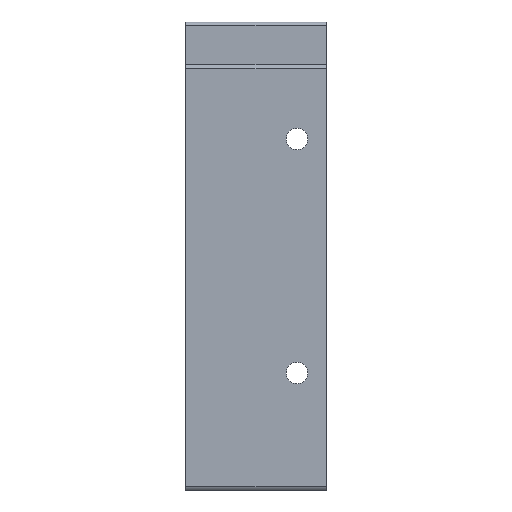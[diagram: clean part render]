
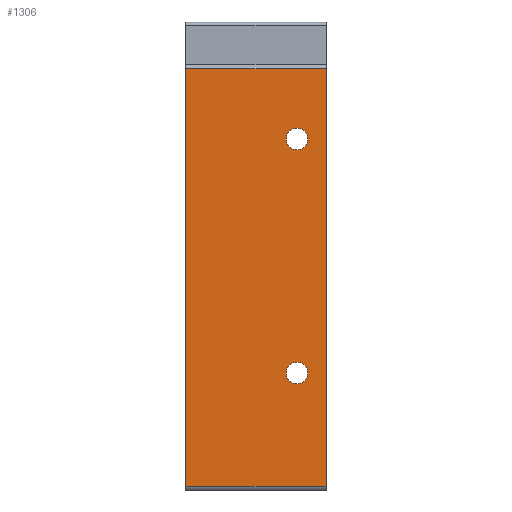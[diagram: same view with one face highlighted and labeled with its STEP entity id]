
A CAD part, left-side view. The second image highlights one B-rep face of the part: STEP entity #1306.
In plain terms, the highlighted planar face has unit normal (-1, 0, 0).
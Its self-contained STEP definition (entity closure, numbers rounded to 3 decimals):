
#6 = DIRECTION ( 'NONE',  ( 0., 0., -1. ) ) ;
#59 = VERTEX_POINT ( 'NONE', #758 ) ;
#62 = DIRECTION ( 'NONE',  ( -1., 0., 0. ) ) ;
#66 = CARTESIAN_POINT ( 'NONE',  ( -31.5, 18., 1. ) ) ;
#98 = CARTESIAN_POINT ( 'NONE',  ( -31.5, 18., 120. ) ) ;
#107 = CIRCLE ( 'NONE', #896, 2.75 ) ;
#162 = ORIENTED_EDGE ( 'NONE', *, *, #1482, .T. ) ;
#216 = LINE ( 'NONE', #66, #607 ) ;
#227 = LINE ( 'NONE', #827, #837 ) ;
#249 = LINE ( 'NONE', #98, #1434 ) ;
#276 = ORIENTED_EDGE ( 'NONE', *, *, #1809, .F. ) ;
#285 = CARTESIAN_POINT ( 'NONE',  ( -31.5, -10.5, 90. ) ) ;
#287 = EDGE_LOOP ( 'NONE', ( #1378, #276 ) ) ;
#365 = AXIS2_PLACEMENT_3D ( 'NONE', #1268, #1874, #1577 ) ;
#378 = DIRECTION ( 'NONE',  ( 0., 0., -1. ) ) ;
#408 = CARTESIAN_POINT ( 'NONE',  ( -31.5, -7.75, 90. ) ) ;
#438 = CARTESIAN_POINT ( 'NONE',  ( -31.5, -18., 120. ) ) ;
#443 = LINE ( 'NONE', #438, #1235 ) ;
#458 = EDGE_CURVE ( 'NONE', #59, #1091, #443, .T. ) ;
#524 = VERTEX_POINT ( 'NONE', #1527 ) ;
#559 = VERTEX_POINT ( 'NONE', #1066 ) ;
#576 = CIRCLE ( 'NONE', #765, 2.75 ) ;
#607 = VECTOR ( 'NONE', #666, 1000. ) ;
#620 = CARTESIAN_POINT ( 'NONE',  ( -31.5, 18., 108. ) ) ;
#633 = CARTESIAN_POINT ( 'NONE',  ( -31.5, 18., 120. ) ) ;
#654 = ORIENTED_EDGE ( 'NONE', *, *, #1498, .T. ) ;
#662 = DIRECTION ( 'NONE',  ( 0., -1., 0. ) ) ;
#666 = DIRECTION ( 'NONE',  ( 0., -1., 0. ) ) ;
#672 = AXIS2_PLACEMENT_3D ( 'NONE', #994, #983, #1122 ) ;
#713 = DIRECTION ( 'NONE',  ( 0., 1., 0. ) ) ;
#720 = EDGE_CURVE ( 'NONE', #559, #949, #1904, .T. ) ;
#758 = CARTESIAN_POINT ( 'NONE',  ( -31.5, -18., 108. ) ) ;
#760 = FACE_OUTER_BOUND ( 'NONE', #1297, .T. ) ;
#765 = AXIS2_PLACEMENT_3D ( 'NONE', #836, #62, #662 ) ;
#772 = PLANE ( 'NONE',  #1081 ) ;
#827 = CARTESIAN_POINT ( 'NONE',  ( -31.5, 18., 108. ) ) ;
#836 = CARTESIAN_POINT ( 'NONE',  ( -31.5, -10.5, 30. ) ) ;
#837 = VECTOR ( 'NONE', #713, 1000. ) ;
#896 = AXIS2_PLACEMENT_3D ( 'NONE', #285, #1320, #1062 ) ;
#903 = CARTESIAN_POINT ( 'NONE',  ( -31.5, -7.75, 30. ) ) ;
#912 = CARTESIAN_POINT ( 'NONE',  ( -31.5, -18., 1. ) ) ;
#940 = EDGE_CURVE ( 'NONE', #1695, #1954, #249, .T. ) ;
#949 = VERTEX_POINT ( 'NONE', #408 ) ;
#964 = CIRCLE ( 'NONE', #365, 2.75 ) ;
#983 = DIRECTION ( 'NONE',  ( -1., 0., 0. ) ) ;
#994 = CARTESIAN_POINT ( 'NONE',  ( -31.5, -10.5, 90. ) ) ;
#1044 = ORIENTED_EDGE ( 'NONE', *, *, #720, .F. ) ;
#1062 = DIRECTION ( 'NONE',  ( 0., -1., 0. ) ) ;
#1066 = CARTESIAN_POINT ( 'NONE',  ( -31.5, -13.25, 90. ) ) ;
#1081 = AXIS2_PLACEMENT_3D ( 'NONE', #633, #1247, #1236 ) ;
#1091 = VERTEX_POINT ( 'NONE', #912 ) ;
#1122 = DIRECTION ( 'NONE',  ( 0., -1., 0. ) ) ;
#1124 = ORIENTED_EDGE ( 'NONE', *, *, #1171, .F. ) ;
#1171 = EDGE_CURVE ( 'NONE', #949, #559, #107, .T. ) ;
#1235 = VECTOR ( 'NONE', #6, 1000. ) ;
#1236 = DIRECTION ( 'NONE',  ( 0., 1., 0. ) ) ;
#1247 = DIRECTION ( 'NONE',  ( 1., 0., 0. ) ) ;
#1250 = CARTESIAN_POINT ( 'NONE',  ( -31.5, 18., 1. ) ) ;
#1258 = FACE_BOUND ( 'NONE', #287, .T. ) ;
#1268 = CARTESIAN_POINT ( 'NONE',  ( -31.5, -10.5, 30. ) ) ;
#1297 = EDGE_LOOP ( 'NONE', ( #1663, #162, #1671, #654 ) ) ;
#1306 = ADVANCED_FACE ( 'NONE', ( #1667, #1258, #760 ), #772, .F. ) ;
#1320 = DIRECTION ( 'NONE',  ( -1., 0., 0. ) ) ;
#1378 = ORIENTED_EDGE ( 'NONE', *, *, #1496, .F. ) ;
#1434 = VECTOR ( 'NONE', #378, 1000. ) ;
#1482 = EDGE_CURVE ( 'NONE', #1954, #1091, #216, .T. ) ;
#1496 = EDGE_CURVE ( 'NONE', #524, #1644, #964, .T. ) ;
#1498 = EDGE_CURVE ( 'NONE', #59, #1695, #227, .T. ) ;
#1527 = CARTESIAN_POINT ( 'NONE',  ( -31.5, -13.25, 30. ) ) ;
#1577 = DIRECTION ( 'NONE',  ( 0., -1., 0. ) ) ;
#1644 = VERTEX_POINT ( 'NONE', #903 ) ;
#1663 = ORIENTED_EDGE ( 'NONE', *, *, #940, .T. ) ;
#1667 = FACE_BOUND ( 'NONE', #1811, .T. ) ;
#1671 = ORIENTED_EDGE ( 'NONE', *, *, #458, .F. ) ;
#1695 = VERTEX_POINT ( 'NONE', #620 ) ;
#1809 = EDGE_CURVE ( 'NONE', #1644, #524, #576, .T. ) ;
#1811 = EDGE_LOOP ( 'NONE', ( #1044, #1124 ) ) ;
#1874 = DIRECTION ( 'NONE',  ( -1., 0., 0. ) ) ;
#1904 = CIRCLE ( 'NONE', #672, 2.75 ) ;
#1954 = VERTEX_POINT ( 'NONE', #1250 ) ;
